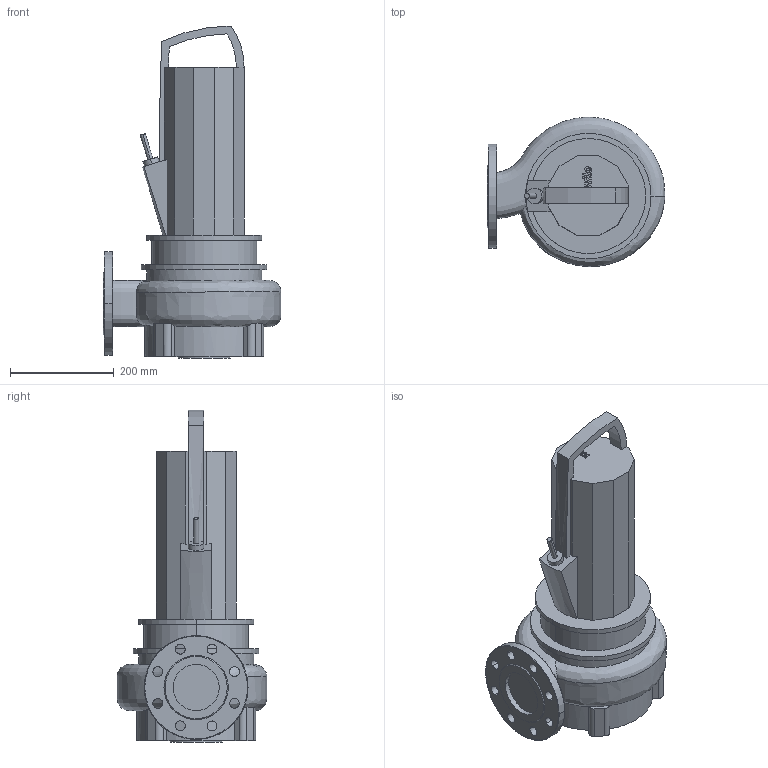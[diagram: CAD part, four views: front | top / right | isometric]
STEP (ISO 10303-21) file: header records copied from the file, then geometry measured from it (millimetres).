
FILE_DESCRIPTION((''),'2;1');
FILE_NAME('3d_PROV08DA-423_EAD0X4-M0011-523-O-6065933.stp','2016-08-05T07:42:54',(''),(''),'Mechanical Desktop 2009','Mechanical Desktop 2009',', , ');
FILE_SCHEMA(('CONFIG_CONTROL_DESIGN'));
Length unit declared in the file: millimetre
Products named in the file (1): Product
Bounding box: 343 x 288 x 640 mm (x, y, z)
Volume: 18760865.2 mm3; surface area: 664579.8 mm2
Topology: 8 solids, 8 shells, 164 faces, 433 edges, 289 vertices
Faces by surface type: bspline 88, plane 44, cylinder 31, cone 1
Full cylindrical faces by diameter (mm): 222 x1
Entity records: 10740 total; most frequent: CARTESIAN_POINT 6900, ORIENTED_EDGE 866, DIRECTION 610, EDGE_CURVE 433, VERTEX_POINT 289, VECTOR 230, LINE 230, AXIS2_PLACEMENT_3D 190
